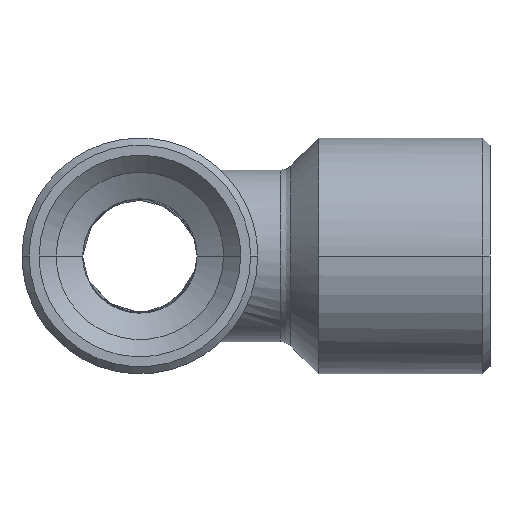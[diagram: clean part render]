
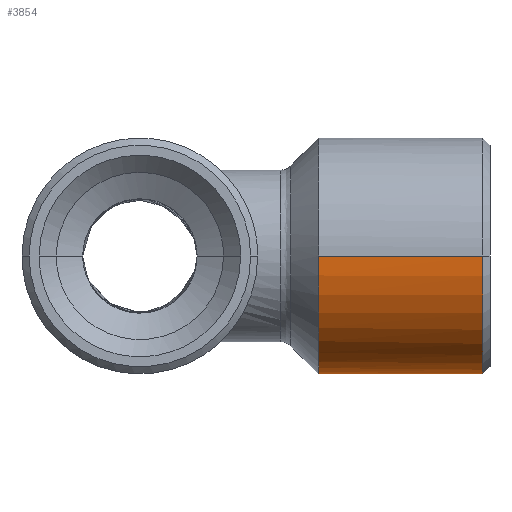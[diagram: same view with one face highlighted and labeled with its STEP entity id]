
A CAD part, left-side view. The second image highlights one B-rep face of the part: STEP entity #3854.
In plain terms, the highlighted free-form (B-spline) face has degree [1, 3] with [2, 4] control points.
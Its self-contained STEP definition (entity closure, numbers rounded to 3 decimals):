
#178 = ORIENTED_EDGE ( 'NONE', *, *, #790, .F. ) ;
#196 = CARTESIAN_POINT ( 'NONE',  ( 8.25, 13.5, 0. ) ) ;
#221 = CARTESIAN_POINT ( 'NONE',  ( 8.25, 2., 0. ) ) ;
#260 = ORIENTED_EDGE ( 'NONE', *, *, #1457, .T. ) ;
#535 = CARTESIAN_POINT ( 'NONE',  ( -8.25, 13.5, -16.5 ) ) ;
#537 = B_SPLINE_CURVE_WITH_KNOTS ( 'NONE', 1,
 ( #2136, #3566 ),
 .UNSPECIFIED., .F., .F.,
 ( 2, 2 ),
 ( -1., 0. ),
 .UNSPECIFIED. ) ;
#599 =( BOUNDED_CURVE ( )  B_SPLINE_CURVE ( 3, ( #2729, #4106, #3778, #1704 ),
 .UNSPECIFIED., .F., .F. ) 
 B_SPLINE_CURVE_WITH_KNOTS ( ( 4, 4 ),
 ( -1.571, 0. ),
 .UNSPECIFIED. ) 
 CURVE ( )  GEOMETRIC_REPRESENTATION_ITEM ( )  RATIONAL_B_SPLINE_CURVE ( ( 1., 0.805, 0.805, 1. ) ) 
 REPRESENTATION_ITEM ( '' )  );
#734 = CARTESIAN_POINT ( 'NONE',  ( -4.833, 13.5, -8.25 ) ) ;
#790 = EDGE_CURVE ( 'NONE', #825, #1724, #2369, .T. ) ;
#825 = VERTEX_POINT ( 'NONE', #2796 ) ;
#975 = EDGE_LOOP ( 'NONE', ( #260, #3297, #2235, #1617, #178 ) ) ;
#1072 = VERTEX_POINT ( 'NONE', #3074 ) ;
#1083 = CARTESIAN_POINT ( 'NONE',  ( -8.25, 2., 0. ) ) ;
#1097 = EDGE_CURVE ( 'NONE', #1072, #4125, #599, .T. ) ;
#1117 = CARTESIAN_POINT ( 'NONE',  ( 0., 13.5, -8.25 ) ) ;
#1275 = CARTESIAN_POINT ( 'NONE',  ( 8.25, 2., -16.5 ) ) ;
#1439 = CARTESIAN_POINT ( 'NONE',  ( -8.25, 2., 0. ) ) ;
#1457 = EDGE_CURVE ( 'NONE', #825, #1072, #2612, .T. ) ;
#1617 = ORIENTED_EDGE ( 'NONE', *, *, #3589, .F. ) ;
#1704 = CARTESIAN_POINT ( 'NONE',  ( 8.25, 13.5, 0. ) ) ;
#1724 = VERTEX_POINT ( 'NONE', #1439 ) ;
#1937 = CARTESIAN_POINT ( 'NONE',  ( -8.25, 2., 0. ) ) ;
#2105 = CARTESIAN_POINT ( 'NONE',  ( -8.25, 13.5, -4.833 ) ) ;
#2136 = CARTESIAN_POINT ( 'NONE',  ( 8.25, 2., 0. ) ) ;
#2235 = ORIENTED_EDGE ( 'NONE', *, *, #2871, .F. ) ;
#2369 = B_SPLINE_CURVE_WITH_KNOTS ( 'NONE', 1,
 ( #2765, #1083 ),
 .UNSPECIFIED., .F., .F.,
 ( 2, 2 ),
 ( -1., 0. ),
 .UNSPECIFIED. ) ;
#2498 = CARTESIAN_POINT ( 'NONE',  ( -8.25, 13.5, 0. ) ) ;
#2612 =( BOUNDED_CURVE ( )  B_SPLINE_CURVE ( 3, ( #2498, #2105, #734, #1117 ),
 .UNSPECIFIED., .F., .T. ) 
 B_SPLINE_CURVE_WITH_KNOTS ( ( 4, 4 ),
 ( -1.571, 0. ),
 .UNSPECIFIED. ) 
 CURVE ( )  GEOMETRIC_REPRESENTATION_ITEM ( )  RATIONAL_B_SPLINE_CURVE ( ( 1., 0.805, 0.805, 1. ) ) 
 REPRESENTATION_ITEM ( '' )  );
#2685 = CARTESIAN_POINT ( 'NONE',  ( 8.25, 13.5, 0. ) ) ;
#2693 =( BOUNDED_SURFACE ( )  B_SPLINE_SURFACE ( 1, 3, ( 
 ( #2941, #535, #3618, #196 ),
 ( #1937, #4324, #3606, #4340 ) ),
 .UNSPECIFIED., .F., .F., .F. ) 
 B_SPLINE_SURFACE_WITH_KNOTS ( ( 2, 2 ),
 ( 4, 4 ),
 ( 0., 1. ),
 ( 0., 1. ),
 .UNSPECIFIED. ) 
 GEOMETRIC_REPRESENTATION_ITEM ( )  RATIONAL_B_SPLINE_SURFACE ( (
 ( 1., 0.333, 0.333, 1.),
 ( 1., 0.333, 0.333, 1.) ) ) 
 REPRESENTATION_ITEM ( '' )  SURFACE ( )  );
#2729 = CARTESIAN_POINT ( 'NONE',  ( 0., 13.5, -8.25 ) ) ;
#2765 = CARTESIAN_POINT ( 'NONE',  ( -8.25, 13.5, 0. ) ) ;
#2796 = CARTESIAN_POINT ( 'NONE',  ( -8.25, 13.5, 0. ) ) ;
#2871 = EDGE_CURVE ( 'NONE', #4447, #4125, #537, .T. ) ;
#2941 = CARTESIAN_POINT ( 'NONE',  ( -8.25, 13.5, 0. ) ) ;
#3074 = CARTESIAN_POINT ( 'NONE',  ( 0., 13.5, -8.25 ) ) ;
#3297 = ORIENTED_EDGE ( 'NONE', *, *, #1097, .T. ) ;
#3332 = CARTESIAN_POINT ( 'NONE',  ( 8.25, 2., 0. ) ) ;
#3548 = FACE_OUTER_BOUND ( 'NONE', #975, .T. ) ;
#3566 = CARTESIAN_POINT ( 'NONE',  ( 8.25, 13.5, 0. ) ) ;
#3589 = EDGE_CURVE ( 'NONE', #1724, #4447, #4224, .T. ) ;
#3606 = CARTESIAN_POINT ( 'NONE',  ( 8.25, 2., -16.5 ) ) ;
#3618 = CARTESIAN_POINT ( 'NONE',  ( 8.25, 13.5, -16.5 ) ) ;
#3778 = CARTESIAN_POINT ( 'NONE',  ( 8.25, 13.5, -4.833 ) ) ;
#3854 = ADVANCED_FACE ( 'NONE', ( #3548 ), #2693, .F. ) ;
#4007 = CARTESIAN_POINT ( 'NONE',  ( -8.25, 2., -16.5 ) ) ;
#4106 = CARTESIAN_POINT ( 'NONE',  ( 4.833, 13.5, -8.25 ) ) ;
#4125 = VERTEX_POINT ( 'NONE', #2685 ) ;
#4210 = CARTESIAN_POINT ( 'NONE',  ( -8.25, 2., 0. ) ) ;
#4224 =( BOUNDED_CURVE ( )  B_SPLINE_CURVE ( 3, ( #4210, #4007, #1275, #221 ),
 .UNSPECIFIED., .F., .T. ) 
 B_SPLINE_CURVE_WITH_KNOTS ( ( 4, 4 ),
 ( -3.142, 0. ),
 .UNSPECIFIED. ) 
 CURVE ( )  GEOMETRIC_REPRESENTATION_ITEM ( )  RATIONAL_B_SPLINE_CURVE ( ( 1., 0.333, 0.333, 1. ) ) 
 REPRESENTATION_ITEM ( '' )  );
#4324 = CARTESIAN_POINT ( 'NONE',  ( -8.25, 2., -16.5 ) ) ;
#4340 = CARTESIAN_POINT ( 'NONE',  ( 8.25, 2., 0. ) ) ;
#4447 = VERTEX_POINT ( 'NONE', #3332 ) ;
